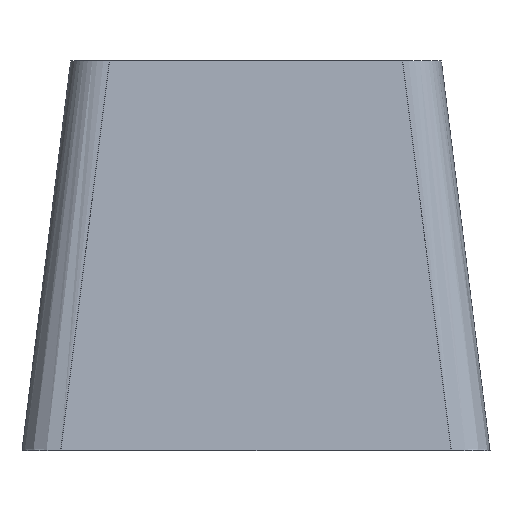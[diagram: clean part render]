
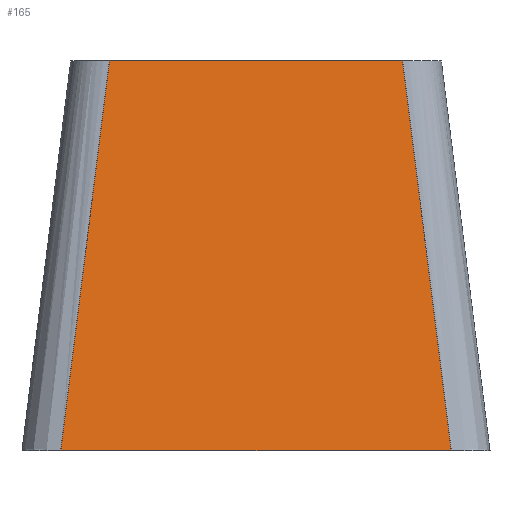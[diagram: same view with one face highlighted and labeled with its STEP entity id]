
A CAD part, left-side view. The second image highlights one B-rep face of the part: STEP entity #165.
In plain terms, the highlighted free-form (B-spline) face has degree [1, 1] with [2, 2] control points.
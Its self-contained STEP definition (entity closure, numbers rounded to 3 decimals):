
#21 = EDGE_CURVE('',#22,#24,#26,.T.);
#22 = VERTEX_POINT('',#23);
#23 = CARTESIAN_POINT('',(-5.25,-3.758,0.));
#24 = VERTEX_POINT('',#25);
#25 = CARTESIAN_POINT('',(-5.25,3.758,0.));
#26 = LINE('',#27,#28);
#27 = CARTESIAN_POINT('',(-5.25,-4.75,0.));
#28 = VECTOR('',#29,1.);
#29 = DIRECTION('',(0.,1.,0.));
#165 = ADVANCED_FACE('',(#166),#207,.T.);
#166 = FACE_BOUND('',#167,.T.);
#167 = EDGE_LOOP('',(#168,#169,#185,#193));
#168 = ORIENTED_EDGE('',*,*,#21,.T.);
#169 = ORIENTED_EDGE('',*,*,#170,.T.);
#170 = EDGE_CURVE('',#24,#171,#173,.T.);
#171 = VERTEX_POINT('',#172);
#172 = CARTESIAN_POINT('',(-6.5,5.008,-10.));
#173 = B_SPLINE_CURVE_WITH_KNOTS('',4,(#174,#175,#176,#177,#178,#179,
    #180,#181,#182,#183,#184),.UNSPECIFIED.,.F.,.F.,(5,3,3,5),(
    -0.744,-0.122,10.033,10.654),
  .UNSPECIFIED.);
#174 = CARTESIAN_POINT('',(-5.174,3.681,0.612));
#175 = CARTESIAN_POINT('',(-5.193,3.7,0.459));
#176 = CARTESIAN_POINT('',(-5.212,3.719,0.306));
#177 = CARTESIAN_POINT('',(-5.231,3.739,0.153));
#178 = CARTESIAN_POINT('',(-5.563,4.07,-2.5));
#179 = CARTESIAN_POINT('',(-5.875,4.383,-5.));
#180 = CARTESIAN_POINT('',(-6.188,4.695,-7.5));
#181 = CARTESIAN_POINT('',(-6.519,5.027,-10.153));
#182 = CARTESIAN_POINT('',(-6.538,5.046,-10.306));
#183 = CARTESIAN_POINT('',(-6.557,5.065,-10.459));
#184 = CARTESIAN_POINT('',(-6.577,5.084,-10.612));
#185 = ORIENTED_EDGE('',*,*,#186,.F.);
#186 = EDGE_CURVE('',#187,#171,#189,.T.);
#187 = VERTEX_POINT('',#188);
#188 = CARTESIAN_POINT('',(-6.5,-5.008,-10.));
#189 = LINE('',#190,#191);
#190 = CARTESIAN_POINT('',(-6.5,-6.,-10.));
#191 = VECTOR('',#192,1.);
#192 = DIRECTION('',(0.,1.,0.));
#193 = ORIENTED_EDGE('',*,*,#194,.F.);
#194 = EDGE_CURVE('',#22,#187,#195,.T.);
#195 = B_SPLINE_CURVE_WITH_KNOTS('',4,(#196,#197,#198,#199,#200,#201,
    #202,#203,#204,#205,#206),.UNSPECIFIED.,.F.,.F.,(5,3,3,5),(
    -0.744,-0.122,10.033,10.654),
  .UNSPECIFIED.);
#196 = CARTESIAN_POINT('',(-5.174,-3.681,0.612));
#197 = CARTESIAN_POINT('',(-5.193,-3.7,0.459));
#198 = CARTESIAN_POINT('',(-5.212,-3.719,0.306));
#199 = CARTESIAN_POINT('',(-5.231,-3.739,0.153));
#200 = CARTESIAN_POINT('',(-5.563,-4.07,-2.5));
#201 = CARTESIAN_POINT('',(-5.875,-4.383,-5.));
#202 = CARTESIAN_POINT('',(-6.188,-4.695,-7.5));
#203 = CARTESIAN_POINT('',(-6.519,-5.027,-10.153));
#204 = CARTESIAN_POINT('',(-6.538,-5.046,-10.306));
#205 = CARTESIAN_POINT('',(-6.557,-5.065,-10.459));
#206 = CARTESIAN_POINT('',(-6.577,-5.084,-10.612));
#207 = B_SPLINE_SURFACE_WITH_KNOTS('',1,1,(
    (#208,#209)
    ,(#210,#211
  )),.UNSPECIFIED.,.F.,.F.,.F.,(2,2),(2,2),(0.,12.),(0.,1.),
  .PIECEWISE_BEZIER_KNOTS.);
#208 = CARTESIAN_POINT('',(-5.25,-4.75,0.));
#209 = CARTESIAN_POINT('',(-6.5,-6.,-10.));
#210 = CARTESIAN_POINT('',(-5.25,4.75,0.));
#211 = CARTESIAN_POINT('',(-6.5,6.,-10.));
